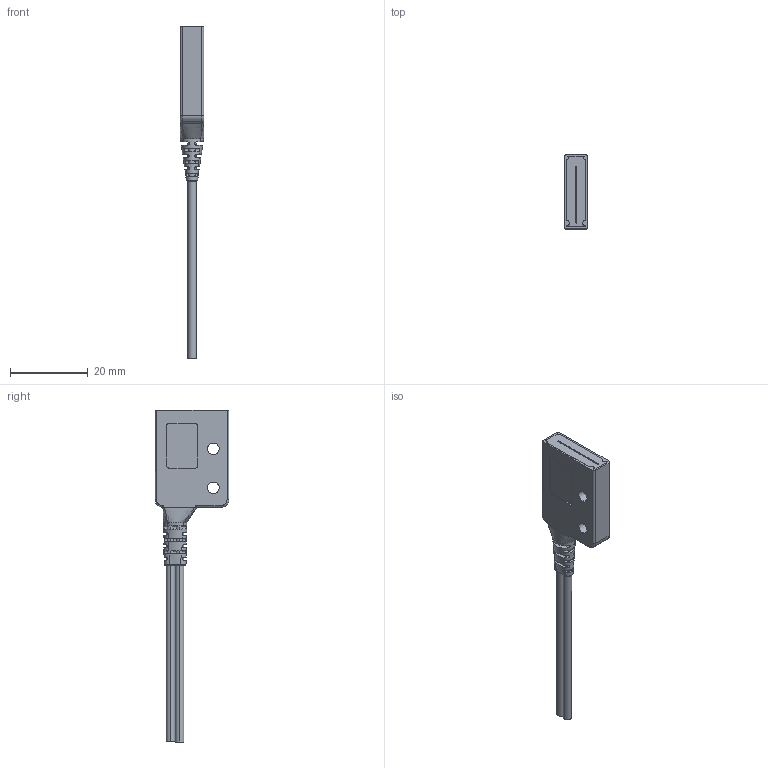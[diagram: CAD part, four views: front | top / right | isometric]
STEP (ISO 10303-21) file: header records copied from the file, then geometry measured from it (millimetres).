
FILE_DESCRIPTION (( 'STEP AP203' ), '1' );
FILE_NAME ('pr-20ml.STEP-203.STEP', '2013-06-14T02:35:15', ( 'name' ), ( 'org' ), 'SwSTEP 2.0', 'SolidWorks 2007', '' );
FILE_SCHEMA (( 'CONFIG_CONTROL_DESIGN' ));
Length unit declared in the file: millimetre
Products named in the file (1): pr-20ml.STEP-203
Bounding box: 6 x 19 x 85.35 mm (x, y, z)
Volume: 3397.8 mm3; surface area: 2501.7 mm2
Topology: 1 solids, 1 shells, 282 faces, 649 edges, 412 vertices
Faces by surface type: cylinder 153, plane 97, bspline 32
Entity records: 12213 total; most frequent: CARTESIAN_POINT 6074, ORIENTED_EDGE 1298, DIRECTION 1151, EDGE_CURVE 649, AXIS2_PLACEMENT_3D 451, VERTEX_POINT 412, EDGE_LOOP 329, ADVANCED_FACE 282
